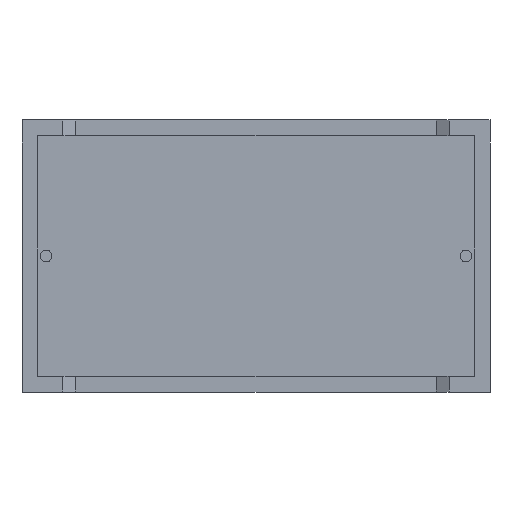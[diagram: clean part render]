
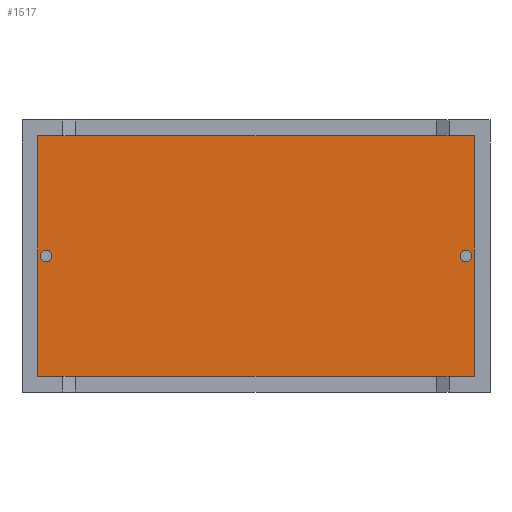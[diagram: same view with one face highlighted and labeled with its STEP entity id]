
A CAD part, front view. The second image highlights one B-rep face of the part: STEP entity #1517.
In plain terms, the highlighted planar face has unit normal (0, -1, 0).
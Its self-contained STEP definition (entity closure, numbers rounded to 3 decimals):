
#85 = VECTOR ( 'NONE', #1461, 1000. ) ;
#146 = ORIENTED_EDGE ( 'NONE', *, *, #679, .T. ) ;
#181 = DIRECTION ( 'NONE',  ( 0., 0., -1. ) ) ;
#183 = VECTOR ( 'NONE', #1408, 1000. ) ;
#200 = VERTEX_POINT ( 'NONE', #2533 ) ;
#215 = EDGE_CURVE ( 'NONE', #200, #659, #1809, .T. ) ;
#250 = DIRECTION ( 'NONE',  ( 0., 0., 1. ) ) ;
#319 = VECTOR ( 'NONE', #2747, 1000. ) ;
#320 = DIRECTION ( 'NONE',  ( 0., 0., -1. ) ) ;
#325 = VERTEX_POINT ( 'NONE', #996 ) ;
#383 = LINE ( 'NONE', #696, #1578 ) ;
#398 = LINE ( 'NONE', #3002, #319 ) ;
#431 = VERTEX_POINT ( 'NONE', #2694 ) ;
#446 = DIRECTION ( 'NONE',  ( 0., -1., 0. ) ) ;
#503 = LINE ( 'NONE', #2185, #85 ) ;
#539 = EDGE_CURVE ( 'NONE', #431, #1775, #2884, .T. ) ;
#595 = DIRECTION ( 'NONE',  ( 0., -1., 0. ) ) ;
#606 = CARTESIAN_POINT ( 'NONE',  ( 39.65, 0.75, 12.15 ) ) ;
#659 = VERTEX_POINT ( 'NONE', #1251 ) ;
#679 = EDGE_CURVE ( 'NONE', #1300, #744, #398, .T. ) ;
#696 = CARTESIAN_POINT ( 'NONE',  ( 40.407, 0.75, 1.393 ) ) ;
#713 = CARTESIAN_POINT ( 'NONE',  ( 40.407, 0.75, 22.907 ) ) ;
#744 = VERTEX_POINT ( 'NONE', #1088 ) ;
#759 = PLANE ( 'NONE',  #1674 ) ;
#843 = CARTESIAN_POINT ( 'NONE',  ( 2.15, 0.75, 12.15 ) ) ;
#942 = ORIENTED_EDGE ( 'NONE', *, *, #215, .F. ) ;
#959 = FACE_OUTER_BOUND ( 'NONE', #1449, .T. ) ;
#976 = DIRECTION ( 'NONE',  ( 0., 0., -1. ) ) ;
#996 = CARTESIAN_POINT ( 'NONE',  ( 40.407, 0.75, 22.907 ) ) ;
#1026 = DIRECTION ( 'NONE',  ( 0., -1., 0. ) ) ;
#1041 = EDGE_CURVE ( 'NONE', #744, #325, #383, .T. ) ;
#1088 = CARTESIAN_POINT ( 'NONE',  ( 40.407, 0.75, 1.393 ) ) ;
#1159 = LINE ( 'NONE', #713, #183 ) ;
#1179 = CIRCLE ( 'NONE', #1628, 0.525 ) ;
#1200 = CARTESIAN_POINT ( 'NONE',  ( 0., 0.75, 0. ) ) ;
#1214 = VERTEX_POINT ( 'NONE', #1508 ) ;
#1251 = CARTESIAN_POINT ( 'NONE',  ( 2.15, 0.75, 11.625 ) ) ;
#1300 = VERTEX_POINT ( 'NONE', #1558 ) ;
#1408 = DIRECTION ( 'NONE',  ( -1., 0., 0. ) ) ;
#1449 = EDGE_LOOP ( 'NONE', ( #1949, #146, #1629, #2772 ) ) ;
#1461 = DIRECTION ( 'NONE',  ( 0., 0., -1. ) ) ;
#1508 = CARTESIAN_POINT ( 'NONE',  ( 1.393, 0.75, 22.907 ) ) ;
#1517 = ADVANCED_FACE ( 'NONE', ( #2151, #959, #1708 ), #759, .T. ) ;
#1558 = CARTESIAN_POINT ( 'NONE',  ( 1.393, 0.75, 1.393 ) ) ;
#1578 = VECTOR ( 'NONE', #250, 1000. ) ;
#1628 = AXIS2_PLACEMENT_3D ( 'NONE', #606, #595, #2313 ) ;
#1629 = ORIENTED_EDGE ( 'NONE', *, *, #1041, .T. ) ;
#1633 = AXIS2_PLACEMENT_3D ( 'NONE', #843, #1026, #320 ) ;
#1639 = ORIENTED_EDGE ( 'NONE', *, *, #2999, .F. ) ;
#1674 = AXIS2_PLACEMENT_3D ( 'NONE', #1200, #2591, #976 ) ;
#1688 = DIRECTION ( 'NONE',  ( 0., 0., -1. ) ) ;
#1708 = FACE_BOUND ( 'NONE', #2909, .T. ) ;
#1775 = VERTEX_POINT ( 'NONE', #2794 ) ;
#1781 = CIRCLE ( 'NONE', #1633, 0.525 ) ;
#1809 = CIRCLE ( 'NONE', #2775, 0.525 ) ;
#1864 = CARTESIAN_POINT ( 'NONE',  ( 39.65, 0.75, 12.15 ) ) ;
#1949 = ORIENTED_EDGE ( 'NONE', *, *, #2081, .T. ) ;
#2044 = EDGE_CURVE ( 'NONE', #325, #1214, #1159, .T. ) ;
#2062 = CARTESIAN_POINT ( 'NONE',  ( 2.15, 0.75, 12.15 ) ) ;
#2081 = EDGE_CURVE ( 'NONE', #1214, #1300, #503, .T. ) ;
#2151 = FACE_BOUND ( 'NONE', #2335, .T. ) ;
#2185 = CARTESIAN_POINT ( 'NONE',  ( 1.393, 0.75, 22.907 ) ) ;
#2289 = DIRECTION ( 'NONE',  ( 0., -1., 0. ) ) ;
#2313 = DIRECTION ( 'NONE',  ( 0., 0., -1. ) ) ;
#2335 = EDGE_LOOP ( 'NONE', ( #2461, #2429 ) ) ;
#2351 = EDGE_CURVE ( 'NONE', #1775, #431, #1179, .T. ) ;
#2429 = ORIENTED_EDGE ( 'NONE', *, *, #2351, .F. ) ;
#2461 = ORIENTED_EDGE ( 'NONE', *, *, #539, .F. ) ;
#2533 = CARTESIAN_POINT ( 'NONE',  ( 2.15, 0.75, 12.675 ) ) ;
#2591 = DIRECTION ( 'NONE',  ( 0., -1., 0. ) ) ;
#2694 = CARTESIAN_POINT ( 'NONE',  ( 39.65, 0.75, 12.675 ) ) ;
#2747 = DIRECTION ( 'NONE',  ( 1., 0., 0. ) ) ;
#2772 = ORIENTED_EDGE ( 'NONE', *, *, #2044, .T. ) ;
#2775 = AXIS2_PLACEMENT_3D ( 'NONE', #2062, #2289, #181 ) ;
#2794 = CARTESIAN_POINT ( 'NONE',  ( 39.65, 0.75, 11.625 ) ) ;
#2884 = CIRCLE ( 'NONE', #3038, 0.525 ) ;
#2909 = EDGE_LOOP ( 'NONE', ( #942, #1639 ) ) ;
#2999 = EDGE_CURVE ( 'NONE', #659, #200, #1781, .T. ) ;
#3002 = CARTESIAN_POINT ( 'NONE',  ( 1.393, 0.75, 1.393 ) ) ;
#3038 = AXIS2_PLACEMENT_3D ( 'NONE', #1864, #446, #1688 ) ;
